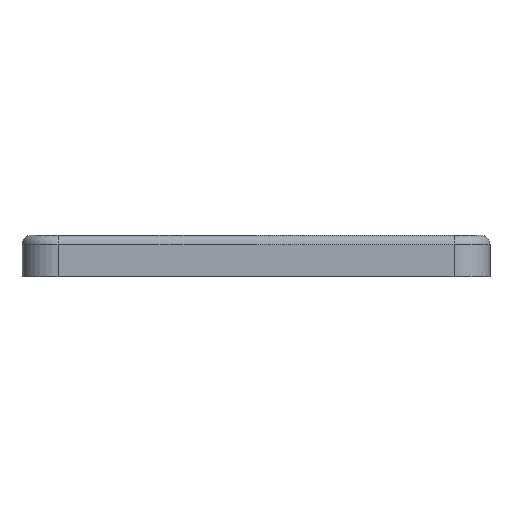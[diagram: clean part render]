
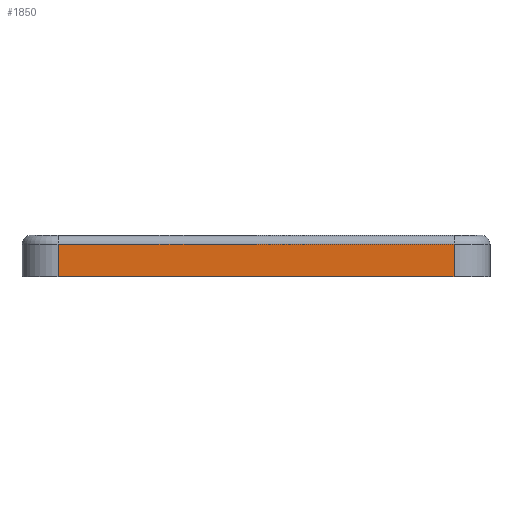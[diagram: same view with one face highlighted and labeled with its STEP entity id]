
A CAD part, left-side view. The second image highlights one B-rep face of the part: STEP entity #1850.
In plain terms, the highlighted planar face has unit normal (-1, 0, 0).
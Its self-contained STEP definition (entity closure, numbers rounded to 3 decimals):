
#1053 = CARTESIAN_POINT ( 'NONE',  ( -19.5, 11., 0. ) ) ;
#1084 = CARTESIAN_POINT ( 'NONE',  ( -19.5, 11., 1.8 ) ) ;
#1107 = CARTESIAN_POINT ( 'NONE',  ( -19.5, -11., 0. ) ) ;
#1121 = CARTESIAN_POINT ( 'NONE',  ( -19.5, -11., 1.8 ) ) ;
#1567 = CARTESIAN_POINT ( 'NONE',  ( -19.5, -13., 0. ) ) ;
#1568 = DIRECTION ( 'NONE',  ( 0., -1., 0. ) ) ;
#1582 = CARTESIAN_POINT ( 'NONE',  ( -19.5, 11., 1.8 ) ) ;
#1595 = CARTESIAN_POINT ( 'NONE',  ( -19.5, -11., 2.3 ) ) ;
#1605 = DIRECTION ( 'NONE',  ( 0., 0., 1. ) ) ;
#1619 = CARTESIAN_POINT ( 'NONE',  ( -19.5, 11., 2.3 ) ) ;
#1621 = DIRECTION ( 'NONE',  ( 0., 0., -1. ) ) ;
#1622 = DIRECTION ( 'NONE',  ( 0., 1., 0. ) ) ;
#1704 = PLANE ( 'NONE',  #1875 ) ;
#1705 = DIRECTION ( 'NONE',  ( 1., 0., 0. ) ) ;
#1706 = DIRECTION ( 'NONE',  ( 0., 0., -1. ) ) ;
#1707 = CARTESIAN_POINT ( 'NONE',  ( -19.5, -13., 2.3 ) ) ;
#1850 = ADVANCED_FACE ( 'NONE', ( #4923 ), #1704, .F. ) ;
#1875 = AXIS2_PLACEMENT_3D ( 'NONE', #1707, #1705, #1706 ) ;
#2173 = VERTEX_POINT ( 'NONE', #1121 ) ;
#2183 = VERTEX_POINT ( 'NONE', #1084 ) ;
#2195 = VERTEX_POINT ( 'NONE', #1107 ) ;
#2232 = VERTEX_POINT ( 'NONE', #1053 ) ;
#3364 = EDGE_LOOP ( 'NONE', ( #4911, #4889, #4607, #4901 ) ) ;
#4607 = ORIENTED_EDGE ( 'NONE', *, *, #5601, .T. ) ;
#4889 = ORIENTED_EDGE ( 'NONE', *, *, #5602, .T. ) ;
#4901 = ORIENTED_EDGE ( 'NONE', *, *, #5591, .T. ) ;
#4911 = ORIENTED_EDGE ( 'NONE', *, *, #5603, .T. ) ;
#4923 = FACE_OUTER_BOUND ( 'NONE', #3364, .T. ) ;
#4991 = LINE ( 'NONE', #1582, #4993 ) ;
#4993 = VECTOR ( 'NONE', #1622, 1000. ) ;
#4994 = LINE ( 'NONE', #1595, #4997 ) ;
#4997 = VECTOR ( 'NONE', #1605, 1000. ) ;
#5000 = LINE ( 'NONE', #1567, #5017 ) ;
#5017 = VECTOR ( 'NONE', #1568, 1000. ) ;
#5024 = LINE ( 'NONE', #1619, #5038 ) ;
#5038 = VECTOR ( 'NONE', #1621, 1000. ) ;
#5591 = EDGE_CURVE ( 'NONE', #2232, #2195, #5000, .T. ) ;
#5601 = EDGE_CURVE ( 'NONE', #2183, #2232, #5024, .T. ) ;
#5602 = EDGE_CURVE ( 'NONE', #2173, #2183, #4991, .T. ) ;
#5603 = EDGE_CURVE ( 'NONE', #2195, #2173, #4994, .T. ) ;
